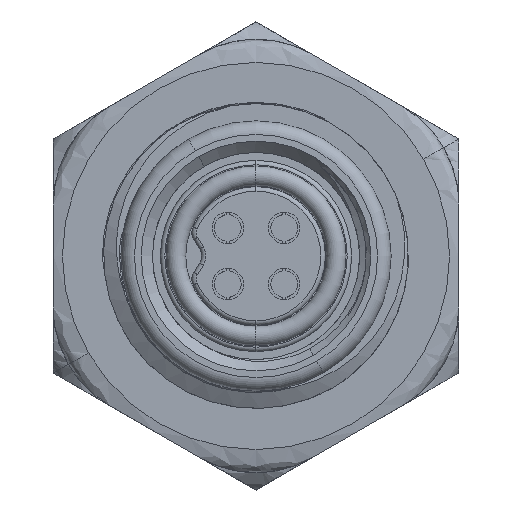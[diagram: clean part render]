
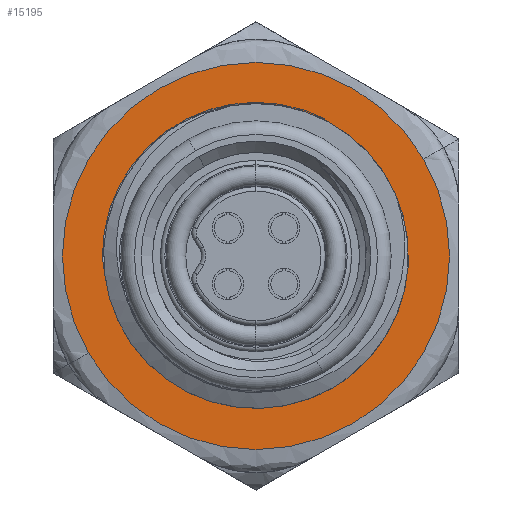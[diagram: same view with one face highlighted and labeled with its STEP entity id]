
A CAD part, left-side view. The second image highlights one B-rep face of the part: STEP entity #15195.
In plain terms, the highlighted planar face has unit normal (-1, 0, 0).
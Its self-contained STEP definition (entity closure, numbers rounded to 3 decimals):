
#34 = CARTESIAN_POINT ( 'NONE',  ( 0., 1.908, 2.838 ) ) ;
#104 = DIRECTION ( 'NONE',  ( -1., 0., 0. ) ) ;
#276 = CARTESIAN_POINT ( 'NONE',  ( 0., -1.697, 2.96 ) ) ;
#355 = CARTESIAN_POINT ( 'NONE',  ( 0., -0.213, 3.413 ) ) ;
#802 = CARTESIAN_POINT ( 'NONE',  ( 0., 3.137, -0.851 ) ) ;
#944 = CIRCLE ( 'NONE', #14258, 4.298 ) ;
#1169 = CARTESIAN_POINT ( 'NONE',  ( 0., -2.507, 2.228 ) ) ;
#1288 = PLANE ( 'NONE',  #11520 ) ;
#1296 = B_SPLINE_CURVE_WITH_KNOTS ( 'NONE', 3,
 ( #2242, #15528, #6030, #11845, #10812, #34, #9259, #11054, #10976, #1378, #6188, #12080, #355, #5089, #7453, #13491, #9885, #276 ),
 .UNSPECIFIED., .F., .F.,
 ( 4, 2, 2, 2, 2, 2, 2, 2, 4 ),
 ( 0., 0.001, 0.001, 0.002, 0.003, 0.003, 0.004, 0.005, 0.005 ),
 .UNSPECIFIED. ) ;
#1339 = DIRECTION ( 'NONE',  ( 1., 0., 0. ) ) ;
#1378 = CARTESIAN_POINT ( 'NONE',  ( 0., 0.676, 3.352 ) ) ;
#1591 = VERTEX_POINT ( 'NONE', #3877 ) ;
#1702 = EDGE_CURVE ( 'NONE', #1591, #13350, #11134, .T. ) ;
#1711 = CARTESIAN_POINT ( 'NONE',  ( 0., -4.298, 0. ) ) ;
#1896 = DIRECTION ( 'NONE',  ( 0., 0., 1. ) ) ;
#1960 = B_SPLINE_CURVE_WITH_KNOTS ( 'NONE', 3,
 ( #3473, #11875, #4496, #5830, #5905, #15249, #3547, #8192, #13125, #9288 ),
 .UNSPECIFIED., .F., .F.,
 ( 4, 2, 2, 2, 4 ),
 ( 0.004, 0.004, 0.005, 0.006, 0.006 ),
 .UNSPECIFIED. ) ;
#1961 = ORIENTED_EDGE ( 'NONE', *, *, #10606, .T. ) ;
#2194 = CARTESIAN_POINT ( 'NONE',  ( 0., -3.029, 1.273 ) ) ;
#2242 = CARTESIAN_POINT ( 'NONE',  ( 0., 2.96, 1.697 ) ) ;
#2470 = FACE_BOUND ( 'NONE', #11904, .T. ) ;
#2760 = EDGE_CURVE ( 'NONE', #9029, #1591, #4288, .T. ) ;
#3005 = VERTEX_POINT ( 'NONE', #8803 ) ;
#3382 = AXIS2_PLACEMENT_3D ( 'NONE', #15506, #8364, #13148 ) ;
#3385 = CIRCLE ( 'NONE', #13178, 4.298 ) ;
#3473 = CARTESIAN_POINT ( 'NONE',  ( 0., 3.137, -0.851 ) ) ;
#3547 = CARTESIAN_POINT ( 'NONE',  ( 0., 3.249, 0.876 ) ) ;
#3877 = CARTESIAN_POINT ( 'NONE',  ( 0., -3.137, 0.851 ) ) ;
#4288 = B_SPLINE_CURVE_WITH_KNOTS ( 'NONE', 3,
 ( #6997, #14075, #6840, #4655, #1169, #15482, #10534, #2194, #4732, #13048 ),
 .UNSPECIFIED., .F., .F.,
 ( 4, 2, 2, 2, 4 ),
 ( 0., 0.001, 0.001, 0.002, 0.003 ),
 .UNSPECIFIED. ) ;
#4363 = CARTESIAN_POINT ( 'NONE',  ( 0., 0., -3.25 ) ) ;
#4496 = CARTESIAN_POINT ( 'NONE',  ( 0., 3.257, -0.429 ) ) ;
#4655 = CARTESIAN_POINT ( 'NONE',  ( 0., -2.363, 2.398 ) ) ;
#4732 = CARTESIAN_POINT ( 'NONE',  ( 0., -3.094, 1.063 ) ) ;
#4846 = CARTESIAN_POINT ( 'NONE',  ( 0., 0., 0. ) ) ;
#5089 = CARTESIAN_POINT ( 'NONE',  ( 0., -0.656, 3.356 ) ) ;
#5781 = EDGE_CURVE ( 'NONE', #3005, #10295, #3385, .T. ) ;
#5830 = CARTESIAN_POINT ( 'NONE',  ( 0., 3.312, 0.005 ) ) ;
#5905 = CARTESIAN_POINT ( 'NONE',  ( 0., 3.317, 0.222 ) ) ;
#5912 = CARTESIAN_POINT ( 'NONE',  ( 0., 2.96, 1.697 ) ) ;
#6030 = CARTESIAN_POINT ( 'NONE',  ( 0., 2.717, 2.077 ) ) ;
#6096 = DIRECTION ( 'NONE',  ( 0., 0., -1. ) ) ;
#6125 = AXIS2_PLACEMENT_3D ( 'NONE', #12123, #1339, #10939 ) ;
#6188 = CARTESIAN_POINT ( 'NONE',  ( 0., 0.456, 3.389 ) ) ;
#6208 = ORIENTED_EDGE ( 'NONE', *, *, #13893, .T. ) ;
#6277 = ORIENTED_EDGE ( 'NONE', *, *, #5781, .T. ) ;
#6553 = DIRECTION ( 'NONE',  ( -1., 0., 0. ) ) ;
#6660 = CIRCLE ( 'NONE', #3382, 3.25 ) ;
#6840 = CARTESIAN_POINT ( 'NONE',  ( 0., -2.051, 2.702 ) ) ;
#6997 = CARTESIAN_POINT ( 'NONE',  ( 0., -1.697, 2.96 ) ) ;
#7453 = CARTESIAN_POINT ( 'NONE',  ( 0., -0.873, 3.306 ) ) ;
#8192 = CARTESIAN_POINT ( 'NONE',  ( 0., 3.135, 1.296 ) ) ;
#8364 = DIRECTION ( 'NONE',  ( 1., 0., 0. ) ) ;
#8538 = DIRECTION ( 'NONE',  ( 1., 0., 0. ) ) ;
#8651 = EDGE_CURVE ( 'NONE', #13350, #12433, #6660, .T. ) ;
#8803 = CARTESIAN_POINT ( 'NONE',  ( 0., 4.298, 0. ) ) ;
#9029 = VERTEX_POINT ( 'NONE', #10464 ) ;
#9199 = VERTEX_POINT ( 'NONE', #5912 ) ;
#9212 = CARTESIAN_POINT ( 'NONE',  ( 0., 0., 0. ) ) ;
#9259 = CARTESIAN_POINT ( 'NONE',  ( 0., 1.716, 2.958 ) ) ;
#9288 = CARTESIAN_POINT ( 'NONE',  ( 0., 2.96, 1.697 ) ) ;
#9885 = CARTESIAN_POINT ( 'NONE',  ( 0., -1.502, 3.072 ) ) ;
#10295 = VERTEX_POINT ( 'NONE', #1711 ) ;
#10464 = CARTESIAN_POINT ( 'NONE',  ( 0., -1.697, 2.96 ) ) ;
#10534 = CARTESIAN_POINT ( 'NONE',  ( 0., -2.858, 1.677 ) ) ;
#10606 = EDGE_CURVE ( 'NONE', #9199, #9029, #1296, .T. ) ;
#10812 = CARTESIAN_POINT ( 'NONE',  ( 0., 2.262, 2.565 ) ) ;
#10939 = DIRECTION ( 'NONE',  ( 0., 0., -1. ) ) ;
#10976 = CARTESIAN_POINT ( 'NONE',  ( 0., 1.11, 3.235 ) ) ;
#11054 = CARTESIAN_POINT ( 'NONE',  ( 0., 1.318, 3.155 ) ) ;
#11134 = CIRCLE ( 'NONE', #6125, 3.25 ) ;
#11313 = ORIENTED_EDGE ( 'NONE', *, *, #14105, .T. ) ;
#11520 = AXIS2_PLACEMENT_3D ( 'NONE', #12154, #8538, #6096 ) ;
#11845 = CARTESIAN_POINT ( 'NONE',  ( 0., 2.424, 2.413 ) ) ;
#11875 = CARTESIAN_POINT ( 'NONE',  ( 0., 3.207, -0.645 ) ) ;
#11904 = EDGE_LOOP ( 'NONE', ( #12971, #14243, #11313, #1961, #12410 ) ) ;
#12080 = CARTESIAN_POINT ( 'NONE',  ( 0., 0.013, 3.42 ) ) ;
#12123 = CARTESIAN_POINT ( 'NONE',  ( 0., 0., 0. ) ) ;
#12154 = CARTESIAN_POINT ( 'NONE',  ( 0., 0., 0. ) ) ;
#12234 = FACE_OUTER_BOUND ( 'NONE', #12964, .T. ) ;
#12410 = ORIENTED_EDGE ( 'NONE', *, *, #2760, .T. ) ;
#12433 = VERTEX_POINT ( 'NONE', #802 ) ;
#12934 = DIRECTION ( 'NONE',  ( 0., 0., 1. ) ) ;
#12964 = EDGE_LOOP ( 'NONE', ( #6277, #6208 ) ) ;
#12971 = ORIENTED_EDGE ( 'NONE', *, *, #1702, .T. ) ;
#13048 = CARTESIAN_POINT ( 'NONE',  ( 0., -3.137, 0.851 ) ) ;
#13125 = CARTESIAN_POINT ( 'NONE',  ( 0., 3.058, 1.5 ) ) ;
#13148 = DIRECTION ( 'NONE',  ( 0., 0., -1. ) ) ;
#13178 = AXIS2_PLACEMENT_3D ( 'NONE', #4846, #104, #12934 ) ;
#13350 = VERTEX_POINT ( 'NONE', #4363 ) ;
#13491 = CARTESIAN_POINT ( 'NONE',  ( 0., -1.295, 3.165 ) ) ;
#13893 = EDGE_CURVE ( 'NONE', #10295, #3005, #944, .T. ) ;
#14075 = CARTESIAN_POINT ( 'NONE',  ( 0., -1.881, 2.839 ) ) ;
#14105 = EDGE_CURVE ( 'NONE', #12433, #9199, #1960, .T. ) ;
#14243 = ORIENTED_EDGE ( 'NONE', *, *, #8651, .T. ) ;
#14258 = AXIS2_PLACEMENT_3D ( 'NONE', #9212, #6553, #1896 ) ;
#15195 = ADVANCED_FACE ( 'NONE', ( #2470, #12234 ), #1288, .F. ) ;
#15249 = CARTESIAN_POINT ( 'NONE',  ( 0., 3.286, 0.658 ) ) ;
#15482 = CARTESIAN_POINT ( 'NONE',  ( 0., -2.753, 1.868 ) ) ;
#15506 = CARTESIAN_POINT ( 'NONE',  ( 0., 0., 0. ) ) ;
#15528 = CARTESIAN_POINT ( 'NONE',  ( 0., 2.848, 1.893 ) ) ;
